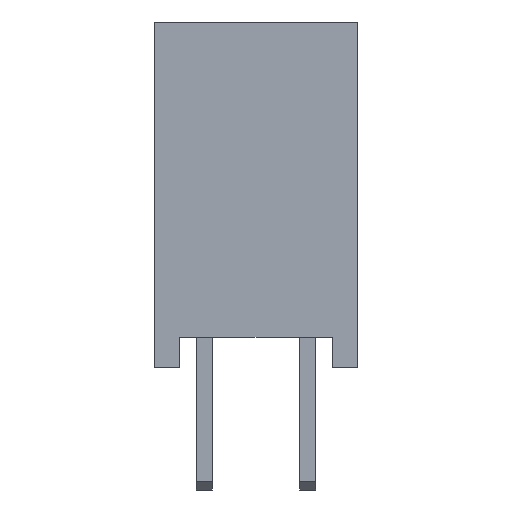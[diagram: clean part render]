
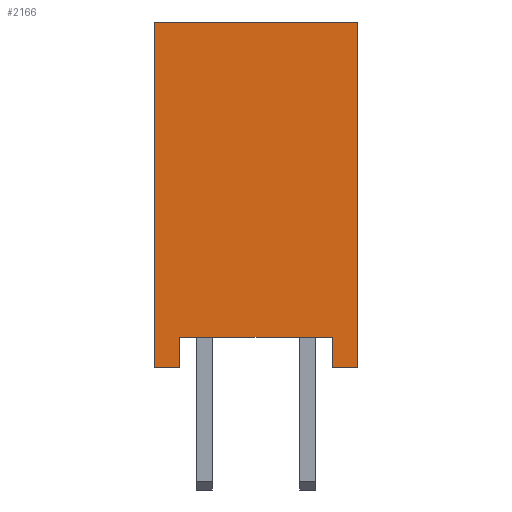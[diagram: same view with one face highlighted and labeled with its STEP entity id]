
A CAD part, front view. The second image highlights one B-rep face of the part: STEP entity #2166.
In plain terms, the highlighted planar face has unit normal (0, -1, 0).
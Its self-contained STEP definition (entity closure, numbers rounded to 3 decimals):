
#72=FACE_OUTER_BOUND('',#206,.T.);
#206=EDGE_LOOP('',(#1555,#1556,#1557,#1558,#1559,#1560,#1561,#1562));
#363=LINE('',#3102,#663);
#387=LINE('',#3154,#687);
#388=LINE('',#3156,#688);
#389=LINE('',#3158,#689);
#390=LINE('',#3160,#690);
#391=LINE('',#3162,#691);
#392=LINE('',#3163,#692);
#393=LINE('',#3164,#693);
#663=VECTOR('',#2521,10.);
#687=VECTOR('',#2571,10.);
#688=VECTOR('',#2572,10.);
#689=VECTOR('',#2573,10.);
#690=VECTOR('',#2574,10.);
#691=VECTOR('',#2575,10.);
#692=VECTOR('',#2576,10.);
#693=VECTOR('',#2577,10.);
#942=VERTEX_POINT('',#3095);
#945=VERTEX_POINT('',#3100);
#959=VERTEX_POINT('',#3152);
#960=VERTEX_POINT('',#3153);
#961=VERTEX_POINT('',#3155);
#962=VERTEX_POINT('',#3157);
#963=VERTEX_POINT('',#3159);
#964=VERTEX_POINT('',#3161);
#1155=EDGE_CURVE('',#942,#945,#363,.T.);
#1179=EDGE_CURVE('',#959,#960,#387,.T.);
#1180=EDGE_CURVE('',#960,#961,#388,.T.);
#1181=EDGE_CURVE('',#961,#962,#389,.T.);
#1182=EDGE_CURVE('',#962,#963,#390,.T.);
#1183=EDGE_CURVE('',#963,#964,#391,.T.);
#1184=EDGE_CURVE('',#964,#942,#392,.T.);
#1185=EDGE_CURVE('',#945,#959,#393,.T.);
#1555=ORIENTED_EDGE('',*,*,#1179,.T.);
#1556=ORIENTED_EDGE('',*,*,#1180,.T.);
#1557=ORIENTED_EDGE('',*,*,#1181,.T.);
#1558=ORIENTED_EDGE('',*,*,#1182,.T.);
#1559=ORIENTED_EDGE('',*,*,#1183,.T.);
#1560=ORIENTED_EDGE('',*,*,#1184,.T.);
#1561=ORIENTED_EDGE('',*,*,#1155,.T.);
#1562=ORIENTED_EDGE('',*,*,#1185,.T.);
#2034=PLANE('',#2320);
#2166=ADVANCED_FACE('',(#72),#2034,.T.);
#2320=AXIS2_PLACEMENT_3D('',#3151,#2569,#2570);
#2521=DIRECTION('',(-1.,0.,0.));
#2569=DIRECTION('center_axis',(0.,-1.,0.));
#2570=DIRECTION('ref_axis',(0.,0.,-1.));
#2571=DIRECTION('',(1.,0.,0.));
#2572=DIRECTION('',(0.,0.,1.));
#2573=DIRECTION('',(1.,0.,0.));
#2574=DIRECTION('',(0.,0.,-1.));
#2575=DIRECTION('',(1.,0.,0.));
#2576=DIRECTION('',(0.,0.,1.));
#2577=DIRECTION('',(0.,0.,-1.));
#3095=CARTESIAN_POINT('',(2.5,-3.81,8.5));
#3100=CARTESIAN_POINT('',(-2.5,-3.81,8.5));
#3102=CARTESIAN_POINT('',(-2.5,-3.81,8.5));
#3151=CARTESIAN_POINT('Origin',(0.,-3.81,4.25));
#3152=CARTESIAN_POINT('',(-2.5,-3.81,0.));
#3153=CARTESIAN_POINT('',(-1.875,-3.81,0.));
#3154=CARTESIAN_POINT('',(-1.875,-3.81,0.));
#3155=CARTESIAN_POINT('',(-1.875,-3.81,0.75));
#3156=CARTESIAN_POINT('',(-1.875,-3.81,0.));
#3157=CARTESIAN_POINT('',(1.875,-3.81,0.75));
#3158=CARTESIAN_POINT('',(-1.875,-3.81,0.75));
#3159=CARTESIAN_POINT('',(1.875,-3.81,0.));
#3160=CARTESIAN_POINT('',(1.875,-3.81,0.));
#3161=CARTESIAN_POINT('',(2.5,-3.81,0.));
#3162=CARTESIAN_POINT('',(1.875,-3.81,0.));
#3163=CARTESIAN_POINT('',(2.5,-3.81,8.5));
#3164=CARTESIAN_POINT('',(-2.5,-3.81,0.));
